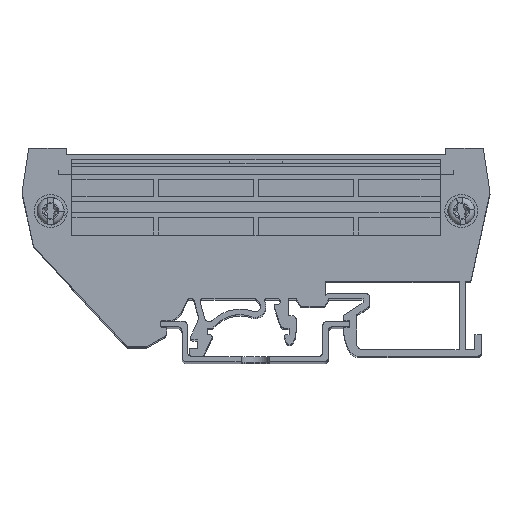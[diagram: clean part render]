
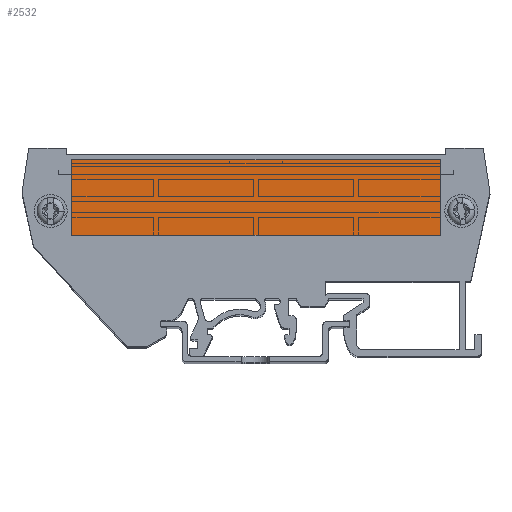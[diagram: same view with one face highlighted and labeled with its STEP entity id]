
A CAD part, top view. The second image highlights one B-rep face of the part: STEP entity #2532.
In plain terms, the highlighted planar face has unit normal (0, 0, 1).
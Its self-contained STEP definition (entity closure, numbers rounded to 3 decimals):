
#2532 = ADVANCED_FACE ( 'NONE', ( #15000 ), #7056, .F. ) ;
#4118 = ORIENTED_EDGE ( 'NONE', *, *, #25343, .T. ) ;
#5773 = CARTESIAN_POINT ( 'NONE',  ( -34.267, -7.05, -0.5 ) ) ;
#5991 = VERTEX_POINT ( 'NONE', #8758 ) ;
#6055 = CARTESIAN_POINT ( 'NONE',  ( -34.267, -7.05, -0.5 ) ) ;
#6700 = EDGE_LOOP ( 'NONE', ( #20196, #12859, #4118, #7011 ) ) ;
#7011 = ORIENTED_EDGE ( 'NONE', *, *, #12293, .T. ) ;
#7056 = PLANE ( 'NONE',  #21897 ) ;
#7142 = CARTESIAN_POINT ( 'NONE',  ( 33.733, 6.95, -0.5 ) ) ;
#7276 = EDGE_CURVE ( 'NONE', #10518, #15816, #11291, .T. ) ;
#7357 = DIRECTION ( 'NONE',  ( -1., 0., 0. ) ) ;
#7470 = LINE ( 'NONE', #5773, #14947 ) ;
#8758 = CARTESIAN_POINT ( 'NONE',  ( 33.733, -7.05, -0.5 ) ) ;
#9431 = DIRECTION ( 'NONE',  ( 0., 0., -1. ) ) ;
#10352 = CARTESIAN_POINT ( 'NONE',  ( 33.733, -7.05, -0.5 ) ) ;
#10518 = VERTEX_POINT ( 'NONE', #7142 ) ;
#11291 = LINE ( 'NONE', #23506, #24590 ) ;
#12293 = EDGE_CURVE ( 'NONE', #15059, #5991, #18128, .T. ) ;
#12859 = ORIENTED_EDGE ( 'NONE', *, *, #7276, .T. ) ;
#13632 = DIRECTION ( 'NONE',  ( 0., -1., 0. ) ) ;
#14199 = DIRECTION ( 'NONE',  ( 1., 0., 0. ) ) ;
#14947 = VECTOR ( 'NONE', #13632, 1000. ) ;
#15000 = FACE_OUTER_BOUND ( 'NONE', #6700, .T. ) ;
#15059 = VERTEX_POINT ( 'NONE', #20992 ) ;
#15816 = VERTEX_POINT ( 'NONE', #22733 ) ;
#16385 = DIRECTION ( 'NONE',  ( 0., 1., 0. ) ) ;
#16594 = EDGE_CURVE ( 'NONE', #5991, #10518, #17856, .T. ) ;
#17037 = DIRECTION ( 'NONE',  ( -1., 0., 0. ) ) ;
#17856 = LINE ( 'NONE', #10352, #19093 ) ;
#18128 = LINE ( 'NONE', #6055, #21521 ) ;
#19080 = CARTESIAN_POINT ( 'NONE',  ( 33.733, 6.95, -0.5 ) ) ;
#19093 = VECTOR ( 'NONE', #16385, 1000. ) ;
#20196 = ORIENTED_EDGE ( 'NONE', *, *, #16594, .T. ) ;
#20992 = CARTESIAN_POINT ( 'NONE',  ( -34.267, -7.05, -0.5 ) ) ;
#21521 = VECTOR ( 'NONE', #14199, 1000. ) ;
#21897 = AXIS2_PLACEMENT_3D ( 'NONE', #19080, #9431, #17037 ) ;
#22733 = CARTESIAN_POINT ( 'NONE',  ( -34.267, 6.95, -0.5 ) ) ;
#23506 = CARTESIAN_POINT ( 'NONE',  ( -34.267, 6.95, -0.5 ) ) ;
#24590 = VECTOR ( 'NONE', #7357, 1000. ) ;
#25343 = EDGE_CURVE ( 'NONE', #15816, #15059, #7470, .T. ) ;
